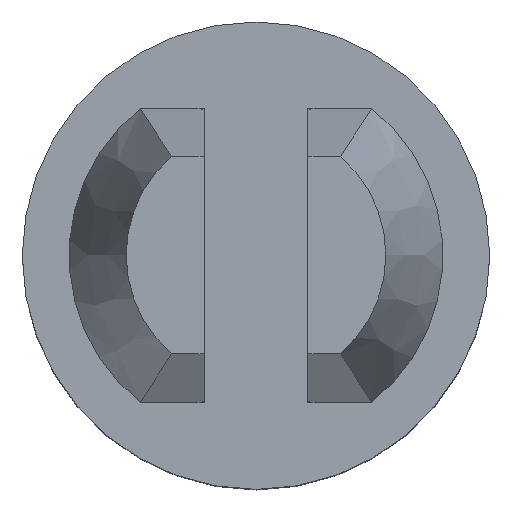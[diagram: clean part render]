
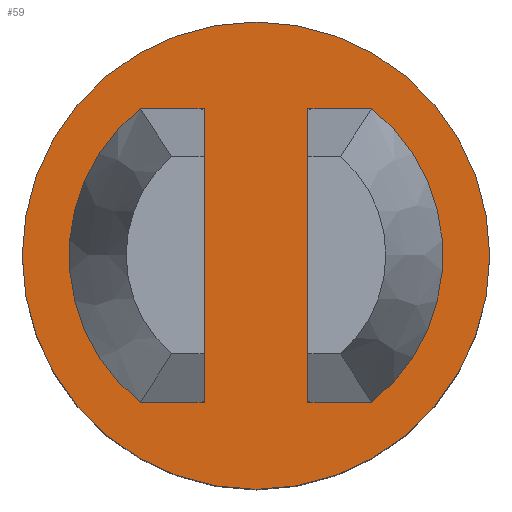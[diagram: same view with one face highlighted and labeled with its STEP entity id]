
A CAD part, top view. The second image highlights one B-rep face of the part: STEP entity #59.
In plain terms, the highlighted planar face has unit normal (0, 0, 1).
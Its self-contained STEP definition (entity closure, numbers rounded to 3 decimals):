
#59 = ADVANCED_FACE( '', ( #131, #132, #133 ), #134, .F. );
#131 = FACE_BOUND( '', #218, .T. );
#132 = FACE_BOUND( '', #219, .T. );
#133 = FACE_OUTER_BOUND( '', #220, .T. );
#134 = PLANE( '', #221 );
#218 = EDGE_LOOP( '', ( #326, #327 ) );
#219 = EDGE_LOOP( '', ( #328, #329 ) );
#220 = EDGE_LOOP( '', ( #330 ) );
#221 = AXIS2_PLACEMENT_3D( '', #331, #332, #333 );
#326 = ORIENTED_EDGE( '', *, *, #513, .T. );
#327 = ORIENTED_EDGE( '', *, *, #514, .T. );
#328 = ORIENTED_EDGE( '', *, *, #515, .T. );
#329 = ORIENTED_EDGE( '', *, *, #516, .F. );
#330 = ORIENTED_EDGE( '', *, *, #517, .F. );
#331 = CARTESIAN_POINT( '', ( -1.5, 0., 1.6 ) );
#332 = DIRECTION( '', ( 0., 0., -1. ) );
#333 = DIRECTION( '', ( -1., 0., 0. ) );
#513 = EDGE_CURVE( '', #608, #609, #610, .T. );
#514 = EDGE_CURVE( '', #609, #608, #611, .T. );
#515 = EDGE_CURVE( '', #612, #613, #614, .T. );
#516 = EDGE_CURVE( '', #612, #613, #615, .T. );
#517 = EDGE_CURVE( '', #616, #616, #617, .T. );
#608 = VERTEX_POINT( '', #763 );
#609 = VERTEX_POINT( '', #764 );
#610 = LINE( '', #765, #766 );
#611 = CIRCLE( '', #767, 1.5 );
#612 = VERTEX_POINT( '', #768 );
#613 = VERTEX_POINT( '', #769 );
#614 = CIRCLE( '', #770, 1.5 );
#615 = LINE( '', #771, #772 );
#616 = VERTEX_POINT( '', #773 );
#617 = CIRCLE( '', #774, 2.25 );
#763 = CARTESIAN_POINT( '', ( 0.5, -1.414, 1.6 ) );
#764 = CARTESIAN_POINT( '', ( 0.5, 1.414, 1.6 ) );
#765 = CARTESIAN_POINT( '', ( 0.5, -2.25, 1.6 ) );
#766 = VECTOR( '', #878, 1000. );
#767 = AXIS2_PLACEMENT_3D( '', #879, #880, #881 );
#768 = CARTESIAN_POINT( '', ( -0.5, -1.414, 1.6 ) );
#769 = CARTESIAN_POINT( '', ( -0.5, 1.414, 1.6 ) );
#770 = AXIS2_PLACEMENT_3D( '', #882, #883, #884 );
#771 = CARTESIAN_POINT( '', ( -0.5, -2.25, 1.6 ) );
#772 = VECTOR( '', #885, 1000. );
#773 = CARTESIAN_POINT( '', ( -2.25, 0., 1.6 ) );
#774 = AXIS2_PLACEMENT_3D( '', #886, #887, #888 );
#878 = DIRECTION( '', ( 0., 1., 0. ) );
#879 = CARTESIAN_POINT( '', ( 0., 0., 1.6 ) );
#880 = DIRECTION( '', ( 0., 0., -1. ) );
#881 = DIRECTION( '', ( -1., 0., 0. ) );
#882 = CARTESIAN_POINT( '', ( 0., 0., 1.6 ) );
#883 = DIRECTION( '', ( 0., 0., -1. ) );
#884 = DIRECTION( '', ( -1., 0., 0. ) );
#885 = DIRECTION( '', ( 0., 1., 0. ) );
#886 = CARTESIAN_POINT( '', ( 0., 0., 1.6 ) );
#887 = DIRECTION( '', ( 0., 0., -1. ) );
#888 = DIRECTION( '', ( -1., 0., 0. ) );
